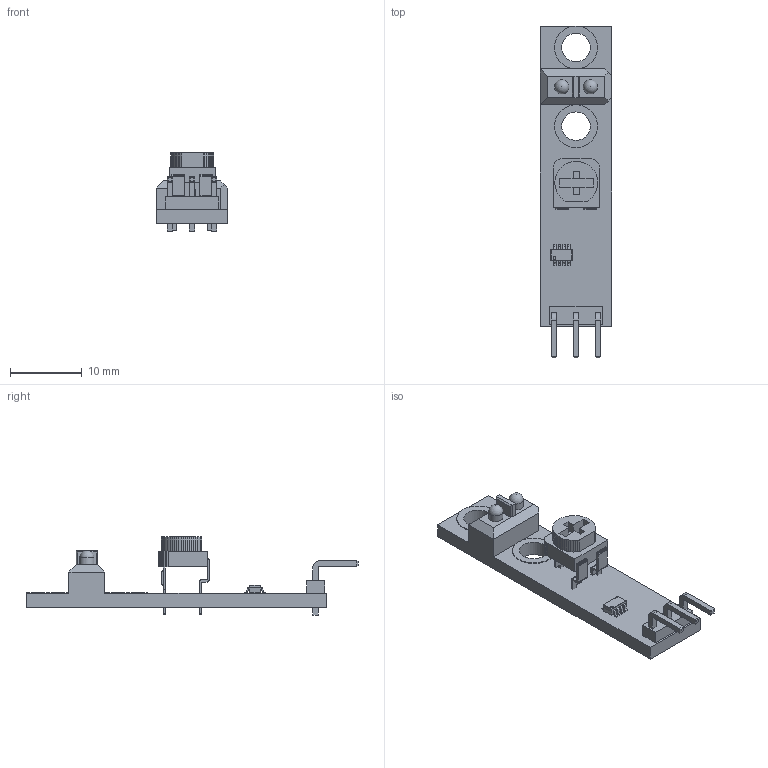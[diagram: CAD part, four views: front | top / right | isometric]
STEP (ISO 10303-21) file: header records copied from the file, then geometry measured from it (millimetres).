
FILE_DESCRIPTION(/* description */ (''),/* implementation_level */ '2;1');
FILE_NAME(/* name */ 'IR_sensor.stp',/* time_stamp */ '2019-08-10T17:16:11+02:00',/* author */ ('omar abdelhamied'),/* organization */ (''),/* preprocessor_version */ 'ST-DEVELOPER v17',/* originating_system */ 'Autodesk Inventor 2019',/* authorisation */ '');
FILE_SCHEMA (('AUTOMOTIVE_DESIGN { 1 0 10303 214 3 1 1 }'));
Length unit declared in the file: millimetre
Products named in the file (1): IR_sensor
Bounding box: 10 x 46.39 x 10.92 mm (x, y, z)
Volume: 1193 mm3; surface area: 1673.3 mm2
Topology: 7 solids, 7 shells, 552 faces, 1533 edges, 1005 vertices
Faces by surface type: plane 491, bspline 32, cylinder 27, sphere 2
Full cylindrical faces by diameter (mm): 2 x2, 4 x2
Entity records: 19259 total; most frequent: CARTESIAN_POINT 5299, ORIENTED_EDGE 3066, DIRECTION 2552, EDGE_CURVE 1533, LINE 1404, VECTOR 1404, VERTEX_POINT 1005, AXIS2_PLACEMENT_3D 574
